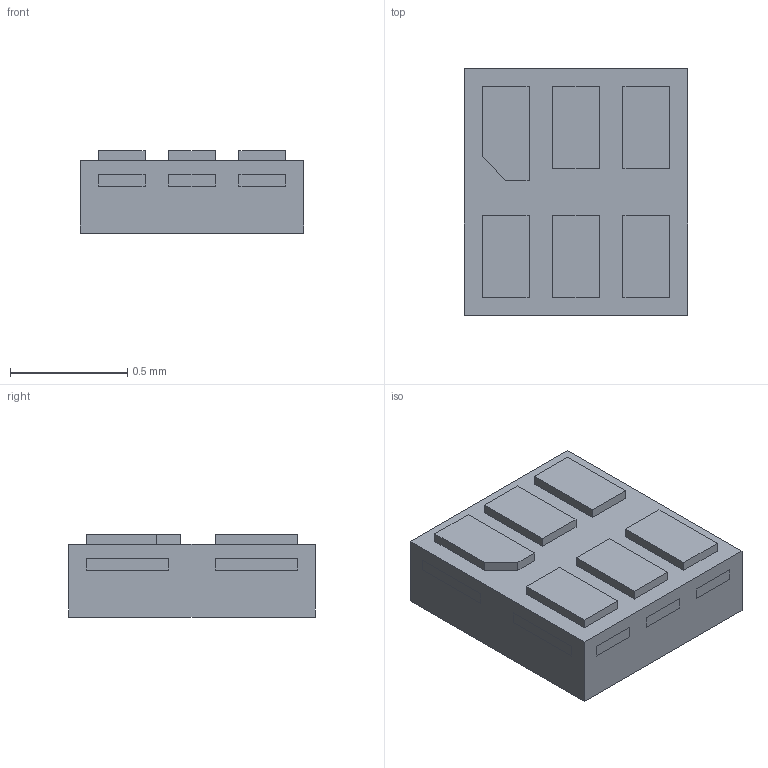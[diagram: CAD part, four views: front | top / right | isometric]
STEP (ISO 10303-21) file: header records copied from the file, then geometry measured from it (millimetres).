
FILE_DESCRIPTION (( 'STEP AP214' ), '1' );
FILE_NAME ('74AUP1G157GS,132.STEP', '2022-07-18T11:45:44', ( '' ), ( '' ), 'SwSTEP 2.0', 'SolidWorks 2018', '' );
FILE_SCHEMA (( 'AUTOMOTIVE_DESIGN' ));
Length unit declared in the file: millimetre
Products named in the file (1): 74AUP1G157GS,132
Bounding box: 0.95 x 1.05 x 0.35 mm (x, y, z)
Volume: 0.3 mm3; surface area: 5.9 mm2
Topology: 17 solids, 17 shells, 184 faces, 402 edges, 268 vertices
Faces by surface type: plane 184
Entity records: 6237 total; most frequent: CARTESIAN_POINT 855, ORIENTED_EDGE 804, DIRECTION 772, VECTOR 402, LINE 402, EDGE_CURVE 402, VERTEX_POINT 268, EDGE_LOOP 200
